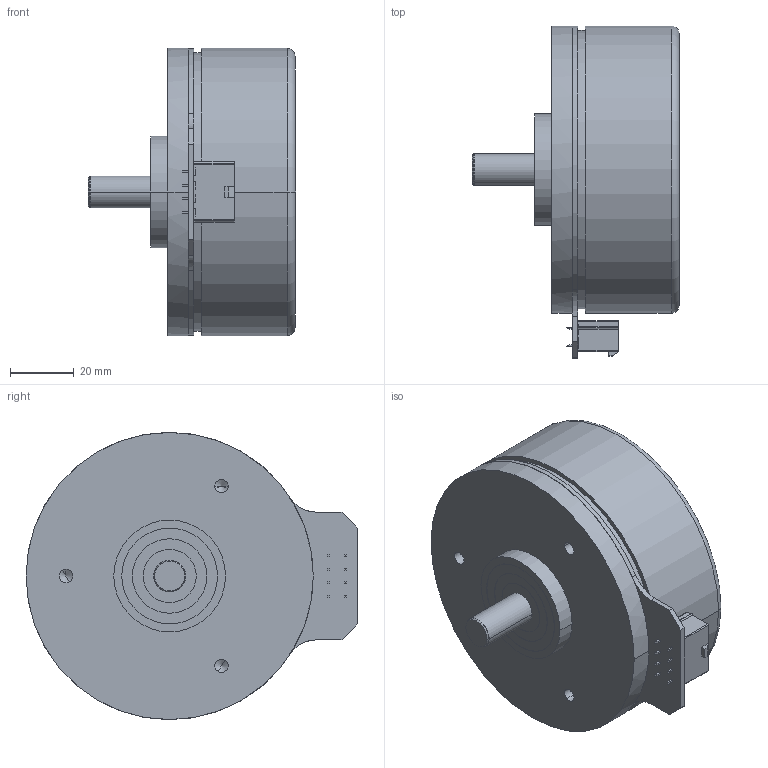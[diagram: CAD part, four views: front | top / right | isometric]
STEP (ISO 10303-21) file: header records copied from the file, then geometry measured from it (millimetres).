
FILE_DESCRIPTION (( 'STEP AP203' ), '1' );
FILE_NAME ('EC90fl-400W-V1_Default_sldprt.STEP', '2023-12-09T22:24:58', ( '' ), ( '' ), 'SwSTEP 2.0', 'SolidWorks 2023', '' );
FILE_SCHEMA (( 'CONFIG_CONTROL_DESIGN' ));
Length unit declared in the file: millimetre
Products named in the file (1): EC90fl-400W-V1_Default_sldprt
Bounding box: 65 x 104 x 90 mm (x, y, z)
Volume: 257560.5 mm3; surface area: 30608.2 mm2
Topology: 1 solids, 1 shells, 382 faces, 1036 edges, 680 vertices
Faces by surface type: plane 270, cylinder 96, cone 10, torus 6
Entity records: 12075 total; most frequent: CARTESIAN_POINT 2093, ORIENTED_EDGE 2060, DIRECTION 2008, EDGE_CURVE 1030, VECTOR 818, LINE 818, VERTEX_POINT 680, AXIS2_PLACEMENT_3D 595
